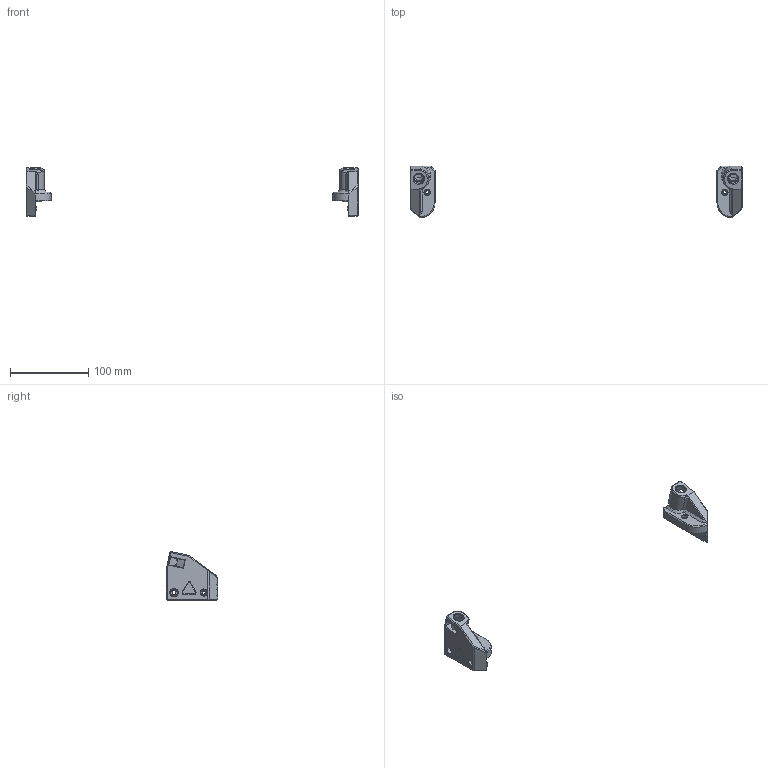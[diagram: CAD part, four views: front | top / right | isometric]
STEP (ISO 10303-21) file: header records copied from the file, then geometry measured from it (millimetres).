
FILE_DESCRIPTION(/* description */ (''),/* implementation_level */ '2;1');
FILE_NAME(/* name */ 'Z_BOTTOM_REINFORCEMENT.step',/* time_stamp */ '2021-09-09T23:55:32+02:00',/* author */ (''),/* organization */ (''),/* preprocessor_version */ 'ST-DEVELOPER v18.1',/* originating_system */ 'Autodesk Translation Framework v10.10.0.1391',/* authorisation */ '');
FILE_SCHEMA (('AUTOMOTIVE_DESIGN { 1 0 10303 214 3 1 1 }'));
Length unit declared in the file: millimetre
Products named in the file (1): Z_BOTTOM_REINFORCEMENT
Bounding box: 424 x 65.99 x 62.29 mm (x, y, z)
Volume: 100978.6 mm3; surface area: 28391.5 mm2
Topology: 2 solids, 2 shells, 336 faces, 878 edges, 560 vertices
Faces by surface type: plane 196, bspline 100, cylinder 26, cone 14
Full cylindrical faces by diameter (mm): 4.2 x4, 5 x2, 7.2 x4, 8.4 x2, 12.1 x4
Entity records: 11225 total; most frequent: CARTESIAN_POINT 3627, ORIENTED_EDGE 1756, DIRECTION 1236, EDGE_CURVE 878, LINE 570, VECTOR 570, VERTEX_POINT 560, EDGE_LOOP 366
